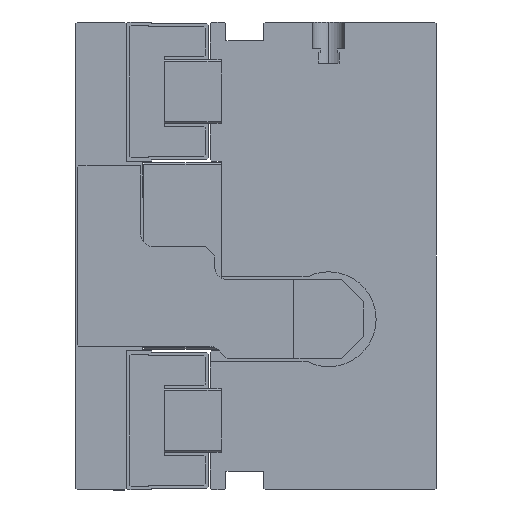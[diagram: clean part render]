
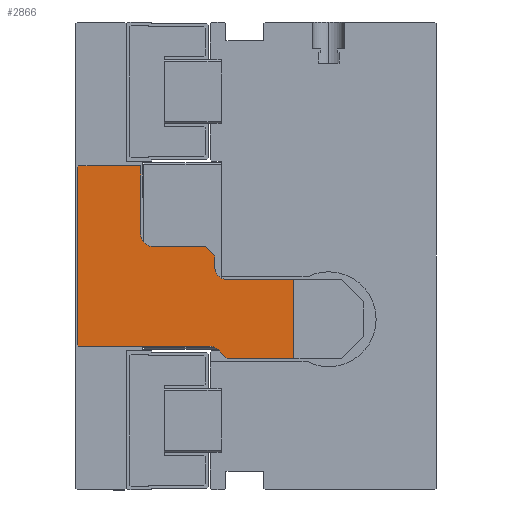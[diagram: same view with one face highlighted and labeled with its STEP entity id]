
A CAD part, left-side view. The second image highlights one B-rep face of the part: STEP entity #2866.
In plain terms, the highlighted face is planar.
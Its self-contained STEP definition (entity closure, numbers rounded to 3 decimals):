
#2617 = VERTEX_POINT ( 'NONE', #9126 ) ;
#2660 = EDGE_CURVE ( 'NONE', #2684, #2617, #9202, .T. ) ;
#2666 = VERTEX_POINT ( 'NONE', #9187 ) ;
#2671 = EDGE_CURVE ( 'NONE', #2666, #2684, #9245, .T. ) ;
#2676 = VERTEX_POINT ( 'NONE', #9235 ) ;
#2678 = EDGE_CURVE ( 'NONE', #2617, #2676, #9234, .T. ) ;
#2684 = VERTEX_POINT ( 'NONE', #9218 ) ;
#2714 = VERTEX_POINT ( 'NONE', #9299 ) ;
#2720 = VERTEX_POINT ( 'NONE', #9288 ) ;
#2722 = EDGE_CURVE ( 'NONE', #2714, #2720, #9287, .T. ) ;
#2730 = VERTEX_POINT ( 'NONE', #9332 ) ;
#2735 = EDGE_CURVE ( 'NONE', #2730, #2666, #9327, .T. ) ;
#2746 = EDGE_CURVE ( 'NONE', #2763, #2780, #9365, .T. ) ;
#2763 = VERTEX_POINT ( 'NONE', #9386 ) ;
#2779 = EDGE_CURVE ( 'NONE', #2780, #2730, #9421, .T. ) ;
#2780 = VERTEX_POINT ( 'NONE', #9416 ) ;
#2787 = EDGE_CURVE ( 'NONE', #2788, #2811, #9409, .T. ) ;
#2788 = VERTEX_POINT ( 'NONE', #9405 ) ;
#2811 = VERTEX_POINT ( 'NONE', #9436 ) ;
#2824 = VERTEX_POINT ( 'NONE', #9475 ) ;
#2832 = EDGE_CURVE ( 'NONE', #2833, #2852, #9523, .T. ) ;
#2833 = VERTEX_POINT ( 'NONE', #9519 ) ;
#2851 = EDGE_CURVE ( 'NONE', #2852, #2714, #9553, .T. ) ;
#2852 = VERTEX_POINT ( 'NONE', #9549 ) ;
#2864 = EDGE_CURVE ( 'NONE', #2720, #2788, #9591, .T. ) ;
#2866 = ADVANCED_FACE ( 'NONE', ( #9587 ), #9585, .T. ) ;
#2867 = EDGE_LOOP ( 'NONE', ( #2868, #2930, #2931, #2932, #2933, #2934, #2935, #2936, #2937, #2938, #2939, #2919, #2920, #2921, #2922, #2923 ) ) ;
#2868 = ORIENTED_EDGE ( 'NONE', *, *, #2929, .F. ) ;
#2872 = EDGE_CURVE ( 'NONE', #2676, #2887, #9586, .T. ) ;
#2886 = EDGE_CURVE ( 'NONE', #2887, #2824, #9560, .T. ) ;
#2887 = VERTEX_POINT ( 'NONE', #9622 ) ;
#2893 = EDGE_CURVE ( 'NONE', #2894, #2833, #9614, .T. ) ;
#2894 = VERTEX_POINT ( 'NONE', #9607 ) ;
#2902 = EDGE_CURVE ( 'NONE', #2824, #2894, #9599, .T. ) ;
#2919 = ORIENTED_EDGE ( 'NONE', *, *, #2832, .T. ) ;
#2920 = ORIENTED_EDGE ( 'NONE', *, *, #2851, .T. ) ;
#2921 = ORIENTED_EDGE ( 'NONE', *, *, #2722, .T. ) ;
#2922 = ORIENTED_EDGE ( 'NONE', *, *, #2864, .T. ) ;
#2923 = ORIENTED_EDGE ( 'NONE', *, *, #2787, .T. ) ;
#2929 = EDGE_CURVE ( 'NONE', #2763, #2811, #9630, .T. ) ;
#2930 = ORIENTED_EDGE ( 'NONE', *, *, #2746, .T. ) ;
#2931 = ORIENTED_EDGE ( 'NONE', *, *, #2779, .T. ) ;
#2932 = ORIENTED_EDGE ( 'NONE', *, *, #2735, .T. ) ;
#2933 = ORIENTED_EDGE ( 'NONE', *, *, #2671, .T. ) ;
#2934 = ORIENTED_EDGE ( 'NONE', *, *, #2660, .T. ) ;
#2935 = ORIENTED_EDGE ( 'NONE', *, *, #2678, .T. ) ;
#2936 = ORIENTED_EDGE ( 'NONE', *, *, #2872, .T. ) ;
#2937 = ORIENTED_EDGE ( 'NONE', *, *, #2886, .T. ) ;
#2938 = ORIENTED_EDGE ( 'NONE', *, *, #2902, .T. ) ;
#2939 = ORIENTED_EDGE ( 'NONE', *, *, #2893, .T. ) ;
#9055 = CARTESIAN_POINT ( 'NONE',  ( 0., -0.5, -28.5 ) ) ;
#9058 = DIRECTION ( 'NONE',  ( 0., 1., 0. ) ) ;
#9059 = VECTOR ( 'NONE', #9058, 1000. ) ;
#9126 = CARTESIAN_POINT ( 'NONE',  ( 0., -24., -3. ) ) ;
#9187 = CARTESIAN_POINT ( 'NONE',  ( 0., -43.5, 0. ) ) ;
#9199 = DIRECTION ( 'NONE',  ( 0., 1., 0. ) ) ;
#9200 = VECTOR ( 'NONE', #9199, 1000. ) ;
#9201 = CARTESIAN_POINT ( 'NONE',  ( 0., -24., -3. ) ) ;
#9202 = LINE ( 'NONE', #9201, #9200 ) ;
#9218 = CARTESIAN_POINT ( 'NONE',  ( 0., -40.5, -3. ) ) ;
#9230 = DIRECTION ( 'NONE',  ( 0., 0., -1. ) ) ;
#9231 = DIRECTION ( 'NONE',  ( -1., 0., 0. ) ) ;
#9232 = CARTESIAN_POINT ( 'NONE',  ( 0., -24., -7. ) ) ;
#9233 = AXIS2_PLACEMENT_3D ( 'NONE', #9232, #9231, #9230 ) ;
#9234 = CIRCLE ( 'NONE', #9233, 4. ) ;
#9235 = CARTESIAN_POINT ( 'NONE',  ( 0., -20., -7. ) ) ;
#9242 = DIRECTION ( 'NONE',  ( 0., 0.707, -0.707 ) ) ;
#9243 = VECTOR ( 'NONE', #9242, 1000. ) ;
#9244 = CARTESIAN_POINT ( 'NONE',  ( 0., -40.5, -3. ) ) ;
#9245 = LINE ( 'NONE', #9244, #9243 ) ;
#9283 = DIRECTION ( 'NONE',  ( 0., 0., -1. ) ) ;
#9284 = DIRECTION ( 'NONE',  ( -1., 0., 0. ) ) ;
#9285 = CARTESIAN_POINT ( 'NONE',  ( 0., -41.698, 32.5 ) ) ;
#9286 = AXIS2_PLACEMENT_3D ( 'NONE', #9285, #9284, #9283 ) ;
#9287 = CIRCLE ( 'NONE', #9286, 4. ) ;
#9288 = CARTESIAN_POINT ( 'NONE',  ( 0., -44.526, 29.672 ) ) ;
#9299 = CARTESIAN_POINT ( 'NONE',  ( 0., -41.698, 28.5 ) ) ;
#9324 = DIRECTION ( 'NONE',  ( 0., 0., -1. ) ) ;
#9325 = VECTOR ( 'NONE', #9324, 1000. ) ;
#9326 = CARTESIAN_POINT ( 'NONE',  ( 0., -43.5, 3.5 ) ) ;
#9327 = LINE ( 'NONE', #9326, #9325 ) ;
#9332 = CARTESIAN_POINT ( 'NONE',  ( 0., -43.5, 3.5 ) ) ;
#9362 = DIRECTION ( 'NONE',  ( 0., 1., 0. ) ) ;
#9363 = VECTOR ( 'NONE', #9362, 1000. ) ;
#9364 = CARTESIAN_POINT ( 'NONE',  ( 0., -47.5, 7.5 ) ) ;
#9365 = LINE ( 'NONE', #9364, #9363 ) ;
#9386 = CARTESIAN_POINT ( 'NONE',  ( 0., -68.5, 7.5 ) ) ;
#9405 = CARTESIAN_POINT ( 'NONE',  ( 0., -47.355, 32.5 ) ) ;
#9406 = DIRECTION ( 'NONE',  ( 0., -1., 0. ) ) ;
#9407 = VECTOR ( 'NONE', #9406, 1000. ) ;
#9408 = CARTESIAN_POINT ( 'NONE',  ( 0., -47.355, 32.5 ) ) ;
#9409 = LINE ( 'NONE', #9408, #9407 ) ;
#9416 = CARTESIAN_POINT ( 'NONE',  ( 0., -47.5, 7.5 ) ) ;
#9417 = DIRECTION ( 'NONE',  ( 0., 0., -1. ) ) ;
#9418 = DIRECTION ( 'NONE',  ( -1., 0., 0. ) ) ;
#9419 = CARTESIAN_POINT ( 'NONE',  ( 0., -47.5, 3.5 ) ) ;
#9420 = AXIS2_PLACEMENT_3D ( 'NONE', #9419, #9418, #9417 ) ;
#9421 = CIRCLE ( 'NONE', #9420, 4. ) ;
#9436 = CARTESIAN_POINT ( 'NONE',  ( 0., -68.5, 32.5 ) ) ;
#9475 = CARTESIAN_POINT ( 'NONE',  ( 0., -0.5, -28.5 ) ) ;
#9519 = CARTESIAN_POINT ( 'NONE',  ( 0., 0., 28. ) ) ;
#9520 = DIRECTION ( 'NONE',  ( 0., -0.707, 0.707 ) ) ;
#9521 = VECTOR ( 'NONE', #9520, 1000. ) ;
#9522 = CARTESIAN_POINT ( 'NONE',  ( 0., -0.5, 28.5 ) ) ;
#9523 = LINE ( 'NONE', #9522, #9521 ) ;
#9549 = CARTESIAN_POINT ( 'NONE',  ( 0., -0.5, 28.5 ) ) ;
#9550 = DIRECTION ( 'NONE',  ( 0., -1., 0. ) ) ;
#9551 = VECTOR ( 'NONE', #9550, 1000. ) ;
#9552 = CARTESIAN_POINT ( 'NONE',  ( 0., -0.5, 28.5 ) ) ;
#9553 = LINE ( 'NONE', #9552, #9551 ) ;
#9560 = LINE ( 'NONE', #9055, #9059 ) ;
#9578 = DIRECTION ( 'NONE',  ( 0., 0., -1. ) ) ;
#9579 = VECTOR ( 'NONE', #9578, 1000. ) ;
#9580 = CARTESIAN_POINT ( 'NONE',  ( 0., -20., -7. ) ) ;
#9581 = DIRECTION ( 'NONE',  ( 0., 0., -1. ) ) ;
#9582 = DIRECTION ( 'NONE',  ( 1., 0., 0. ) ) ;
#9583 = CARTESIAN_POINT ( 'NONE',  ( 0., -24., -7. ) ) ;
#9584 = AXIS2_PLACEMENT_3D ( 'NONE', #9583, #9582, #9581 ) ;
#9585 = PLANE ( 'NONE',  #9584 ) ;
#9586 = LINE ( 'NONE', #9580, #9579 ) ;
#9587 = FACE_OUTER_BOUND ( 'NONE', #2867, .T. ) ;
#9588 = DIRECTION ( 'NONE',  ( 0., -0.707, 0.707 ) ) ;
#9589 = VECTOR ( 'NONE', #9588, 1000. ) ;
#9590 = CARTESIAN_POINT ( 'NONE',  ( 0., -44.526, 29.672 ) ) ;
#9591 = LINE ( 'NONE', #9590, #9589 ) ;
#9593 = DIRECTION ( 'NONE',  ( 0., 0.707, 0.707 ) ) ;
#9594 = VECTOR ( 'NONE', #9593, 1000. ) ;
#9595 = CARTESIAN_POINT ( 'NONE',  ( 0., -0.5, -28.5 ) ) ;
#9599 = LINE ( 'NONE', #9595, #9594 ) ;
#9607 = CARTESIAN_POINT ( 'NONE',  ( 0., 0., -28. ) ) ;
#9608 = DIRECTION ( 'NONE',  ( 0., 0., 1. ) ) ;
#9609 = VECTOR ( 'NONE', #9608, 1000. ) ;
#9610 = CARTESIAN_POINT ( 'NONE',  ( 0., 0., 28. ) ) ;
#9614 = LINE ( 'NONE', #9610, #9609 ) ;
#9622 = CARTESIAN_POINT ( 'NONE',  ( 0., -20., -28.5 ) ) ;
#9625 = DIRECTION ( 'NONE',  ( 0., 0., 1. ) ) ;
#9626 = VECTOR ( 'NONE', #9625, 1000. ) ;
#9627 = CARTESIAN_POINT ( 'NONE',  ( 0., -68.5, -7. ) ) ;
#9630 = LINE ( 'NONE', #9627, #9626 ) ;
